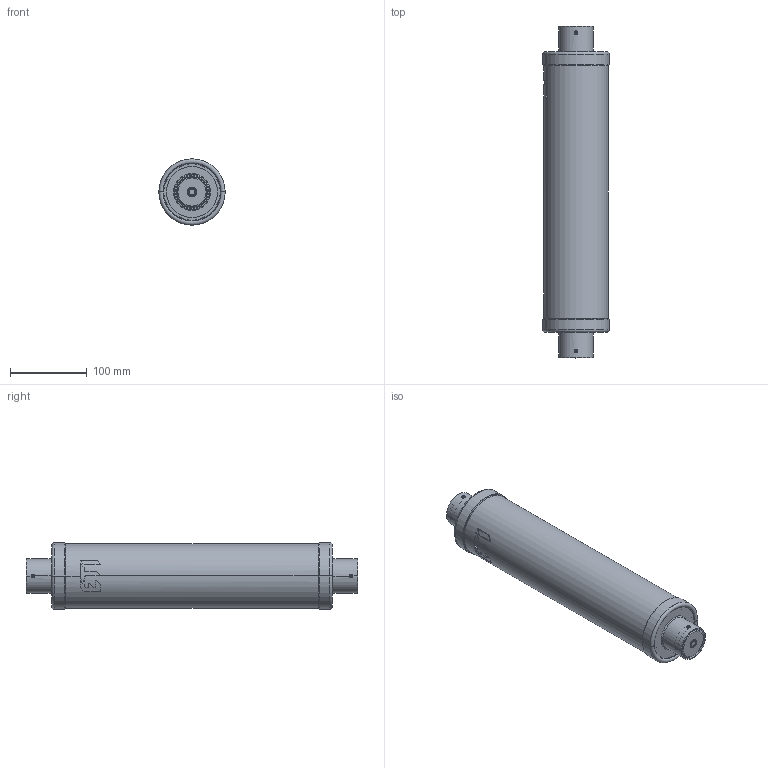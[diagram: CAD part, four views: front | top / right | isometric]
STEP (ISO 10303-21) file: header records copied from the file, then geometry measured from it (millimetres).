
FILE_DESCRIPTION((''),'2;1');
FILE_NAME('VV_835-367-STRIKER_ASM','2022-02-09T12:17:02',('marketing.praksa'),('Audax d.o.o.'),'CREO PARAMETRIC BY PTC INC, 2021304','CREO PARAMETRIC BY PTC INC, 2021304','');
FILE_SCHEMA(('AP242_MANAGED_MODEL_BASED_3D_ENGINEERING_MIM_LF { 1 0 10303 442 1 1 4 }'));
Length unit declared in the file: millimetre
Products named in the file (15): PRT0087_1_1_AF0_1_1_2_3_4_1; PRT0087_1_2_AF0_1_1_2_3_4_1; PRT0087_1_3_AF0_1_1_2_3_4_1; PRT0087_1_AF0_ASM_1_1_2_3_ASM_1_ASM; ETI_LOGO_ASM_1_1_2_3_ASM_1_ASM; BASE-835-367_1; 83_367_ASM_1_ASM; 0000030793_1_1_1_1_1_1; 0000061580_1_1_2_3_4_5_6_7_8__1; 0000032411_1_1_2_3_4_5_6_7_8_16; KAPICA_ASM_1_ASM_1_ASM_1_ASM; 0000030793_1_1_1_1_1_2_1_1_1; 0000061570_1_1_1_2_3_1_1_1_1_1_; KAPICA_ASM_1_1_ASM_1_ASM_1_ASM__ASM; VV_835-367-STRIKER_ASM
Assembly tree (14 placements, depth 5):
  VV_835-367-STRIKER_ASM
    83_367_ASM_1_ASM
      ETI_LOGO_ASM_1_1_2_3_ASM_1_ASM
        PRT0087_1_AF0_ASM_1_1_2_3_ASM_1_ASM
          PRT0087_1_1_AF0_1_1_2_3_4_1
          PRT0087_1_2_AF0_1_1_2_3_4_1
          PRT0087_1_3_AF0_1_1_2_3_4_1
      BASE-835-367_1
    KAPICA_ASM_1_ASM_1_ASM_1_ASM
      0000030793_1_1_1_1_1_1
      0000061580_1_1_2_3_4_5_6_7_8__1
      0000032411_1_1_2_3_4_5_6_7_8_16
    KAPICA_ASM_1_1_ASM_1_ASM_1_ASM__ASM
      0000030793_1_1_1_1_1_2_1_1_1
      0000061570_1_1_1_2_3_1_1_1_1_1_
Bounding box: 86.6 x 433 x 86.6 mm (x, y, z)
Volume: 757387.8 mm3; surface area: 243666.7 mm2
Topology: 9 solids, 9 shells, 381 faces, 1041 edges, 698 vertices
Faces by surface type: cylinder 137, plane 88, torus 84, bspline 48, cone 24
Entity records: 24229 total; most frequent: CARTESIAN_POINT 8646, ORIENTED_EDGE 2082, DIRECTION 2009, EDGE_CURVE 1041, PRESENTATION_STYLE_ASSIGNMENT 940, STYLED_ITEM 940, AXIS2_PLACEMENT_3D 900, CURVE_STYLE 844
